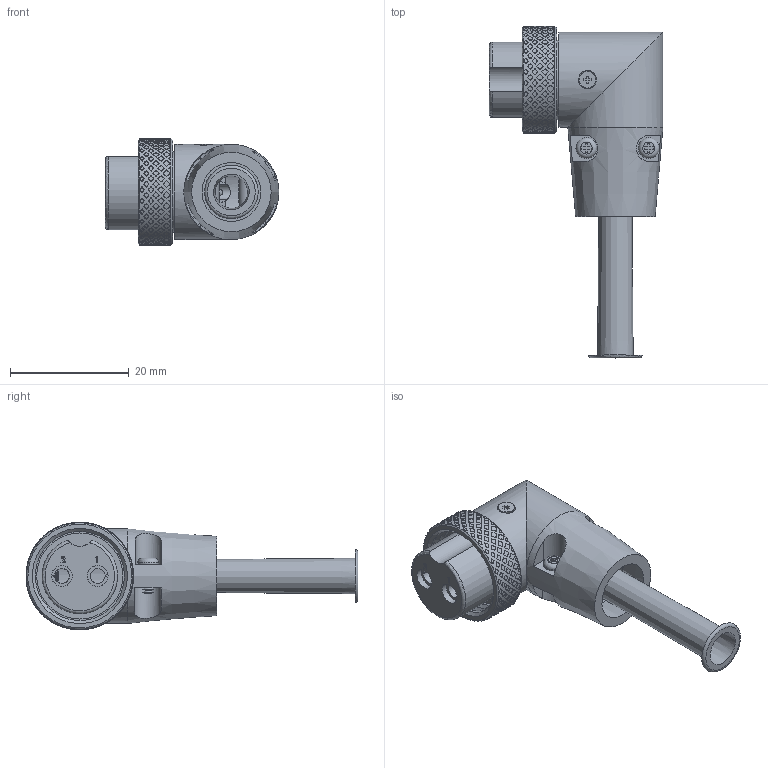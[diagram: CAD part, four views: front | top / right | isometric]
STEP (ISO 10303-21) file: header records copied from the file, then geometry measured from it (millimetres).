
FILE_DESCRIPTION(/* description */ (''),/* implementation_level */ '2;1');
FILE_NAME(/* name */ 'FC684222R 90deg plug 2pin.stp',/* time_stamp */ '2025-04-15T09:36:38+01:00',/* author */ ('tottley'),/* organization */ (''),/* preprocessor_version */ 'ST-DEVELOPER v20',/* originating_system */ 'Autodesk Inventor 2025',/* authorisation */ '');
FILE_SCHEMA (('AUTOMOTIVE_DESIGN { 1 0 10303 214 3 1 1 }'));
Length unit declared in the file: millimetre
Products named in the file (1): FC684222R 90deg plug 2pin
Bounding box: 29.25 x 55.85 x 18.1 mm (x, y, z)
Volume: 6094.8 mm3; surface area: 6922.8 mm2
Topology: 3 solids, 8 shells, 1418 faces, 3521 edges, 2317 vertices
Faces by surface type: plane 1008, cylinder 284, cone 107, bspline 13, torus 4, sphere 2
Full cylindrical faces by diameter (mm): 1 x4, 1.3 x1, 1.5 x5, 2 x2, 2.4 x1, 3.5 x4, 10.2 x1, 11.7 x1, 13 x1, 13.5 x1, 14.5 x1, 15 x2, 16 x2, 17.9 x1
Entity records: 46519 total; most frequent: CARTESIAN_POINT 9510, DIRECTION 8289, ORIENTED_EDGE 7038, AXIS2_PLACEMENT_3D 3522, EDGE_CURVE 3519, VERTEX_POINT 2317, EDGE_LOOP 1644, ELLIPSE 1574
